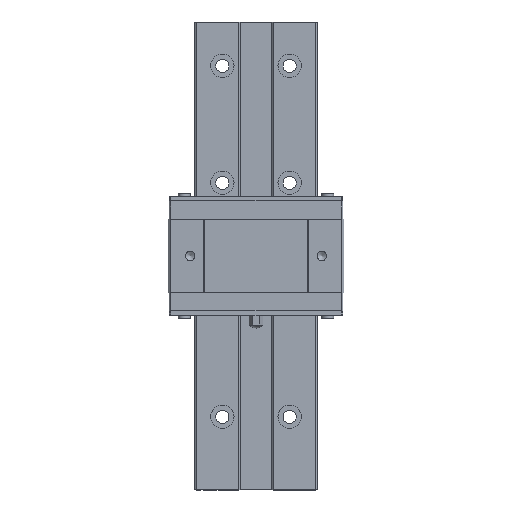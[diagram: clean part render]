
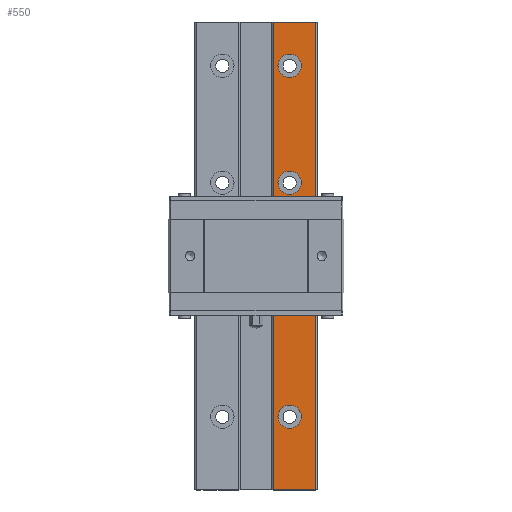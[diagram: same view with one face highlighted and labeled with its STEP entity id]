
A CAD part, top view. The second image highlights one B-rep face of the part: STEP entity #550.
In plain terms, the highlighted planar face has unit normal (0, 0, 1).
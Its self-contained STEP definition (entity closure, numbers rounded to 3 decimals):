
#550 = ADVANCED_FACE( '', ( #1172, #1173, #1174, #1175, #1176 ), #1177, .F. );
#1172 = FACE_BOUND( '', #1879, .T. );
#1173 = FACE_BOUND( '', #1880, .T. );
#1174 = FACE_BOUND( '', #1881, .T. );
#1175 = FACE_BOUND( '', #1882, .T. );
#1176 = FACE_OUTER_BOUND( '', #1883, .T. );
#1177 = PLANE( '', #1884 );
#1879 = EDGE_LOOP( '', ( #3277 ) );
#1880 = EDGE_LOOP( '', ( #3278 ) );
#1881 = EDGE_LOOP( '', ( #3279 ) );
#1882 = EDGE_LOOP( '', ( #3280 ) );
#1883 = EDGE_LOOP( '', ( #3281, #3282, #3283, #3284 ) );
#1884 = AXIS2_PLACEMENT_3D( '', #3285, #3286, #3287 );
#3277 = ORIENTED_EDGE( '', *, *, #4416, .T. );
#3278 = ORIENTED_EDGE( '', *, *, #4582, .T. );
#3279 = ORIENTED_EDGE( '', *, *, #4257, .T. );
#3280 = ORIENTED_EDGE( '', *, *, #4583, .T. );
#3281 = ORIENTED_EDGE( '', *, *, #4497, .T. );
#3282 = ORIENTED_EDGE( '', *, *, #4323, .F. );
#3283 = ORIENTED_EDGE( '', *, *, #4518, .F. );
#3284 = ORIENTED_EDGE( '', *, *, #4584, .T. );
#3285 = CARTESIAN_POINT( '', ( 6., -80., 9.5 ) );
#3286 = DIRECTION( '', ( 0., 0., -1. ) );
#3287 = DIRECTION( '', ( -1., 0., 0. ) );
#4257 = EDGE_CURVE( '', #5144, #5144, #5145, .T. );
#4323 = EDGE_CURVE( '', #5256, #5254, #5258, .T. );
#4416 = EDGE_CURVE( '', #5406, #5406, #5407, .T. );
#4497 = EDGE_CURVE( '', #5521, #5254, #5522, .T. );
#4518 = EDGE_CURVE( '', #5551, #5256, #5553, .T. );
#4582 = EDGE_CURVE( '', #5633, #5633, #5634, .T. );
#4583 = EDGE_CURVE( '', #5635, #5635, #5636, .T. );
#4584 = EDGE_CURVE( '', #5551, #5521, #5637, .T. );
#5144 = VERTEX_POINT( '', #6390 );
#5145 = CIRCLE( '', #6391, 4. );
#5254 = VERTEX_POINT( '', #6536 );
#5256 = VERTEX_POINT( '', #6539 );
#5258 = LINE( '', #6542, #6543 );
#5406 = VERTEX_POINT( '', #6750 );
#5407 = CIRCLE( '', #6751, 4. );
#5521 = VERTEX_POINT( '', #6913 );
#5522 = LINE( '', #6914, #6915 );
#5551 = VERTEX_POINT( '', #6957 );
#5553 = LINE( '', #6959, #6960 );
#5633 = VERTEX_POINT( '', #7067 );
#5634 = CIRCLE( '', #7068, 4. );
#5635 = VERTEX_POINT( '', #7069 );
#5636 = CIRCLE( '', #7070, 4. );
#5637 = LINE( '', #7071, #7072 );
#6390 = CARTESIAN_POINT( '', ( 15.5, 25., 9.5 ) );
#6391 = AXIS2_PLACEMENT_3D( '', #7586, #7587, #7588 );
#6536 = CARTESIAN_POINT( '', ( 6., 80., 9.5 ) );
#6539 = CARTESIAN_POINT( '', ( 6., -80., 9.5 ) );
#6542 = CARTESIAN_POINT( '', ( 6., -80., 9.5 ) );
#6543 = VECTOR( '', #7663, 1000. );
#6750 = CARTESIAN_POINT( '', ( 15.5, -55., 9.5 ) );
#6751 = AXIS2_PLACEMENT_3D( '', #7762, #7763, #7764 );
#6913 = CARTESIAN_POINT( '', ( 20.419, 80., 9.5 ) );
#6914 = CARTESIAN_POINT( '', ( 6., 80., 9.5 ) );
#6915 = VECTOR( '', #7855, 1000. );
#6957 = CARTESIAN_POINT( '', ( 20.419, -80., 9.5 ) );
#6959 = CARTESIAN_POINT( '', ( 6., -80., 9.5 ) );
#6960 = VECTOR( '', #7887, 1000. );
#7067 = CARTESIAN_POINT( '', ( 15.5, -15., 9.5 ) );
#7068 = AXIS2_PLACEMENT_3D( '', #7945, #7946, #7947 );
#7069 = CARTESIAN_POINT( '', ( 15.5, 65., 9.5 ) );
#7070 = AXIS2_PLACEMENT_3D( '', #7948, #7949, #7950 );
#7071 = CARTESIAN_POINT( '', ( 20.419, -80., 9.5 ) );
#7072 = VECTOR( '', #7951, 1000. );
#7586 = CARTESIAN_POINT( '', ( 11.5, 25., 9.5 ) );
#7587 = DIRECTION( '', ( 0., 0., -1. ) );
#7588 = DIRECTION( '', ( 1., 0., 0. ) );
#7663 = DIRECTION( '', ( 0., 1., 0. ) );
#7762 = CARTESIAN_POINT( '', ( 11.5, -55., 9.5 ) );
#7763 = DIRECTION( '', ( 0., 0., -1. ) );
#7764 = DIRECTION( '', ( 1., 0., 0. ) );
#7855 = DIRECTION( '', ( -1., 0., 0. ) );
#7887 = DIRECTION( '', ( -1., 0., 0. ) );
#7945 = CARTESIAN_POINT( '', ( 11.5, -15., 9.5 ) );
#7946 = DIRECTION( '', ( 0., 0., -1. ) );
#7947 = DIRECTION( '', ( 1., 0., 0. ) );
#7948 = CARTESIAN_POINT( '', ( 11.5, 65., 9.5 ) );
#7949 = DIRECTION( '', ( 0., 0., -1. ) );
#7950 = DIRECTION( '', ( 1., 0., 0. ) );
#7951 = DIRECTION( '', ( 0., 1., 0. ) );
